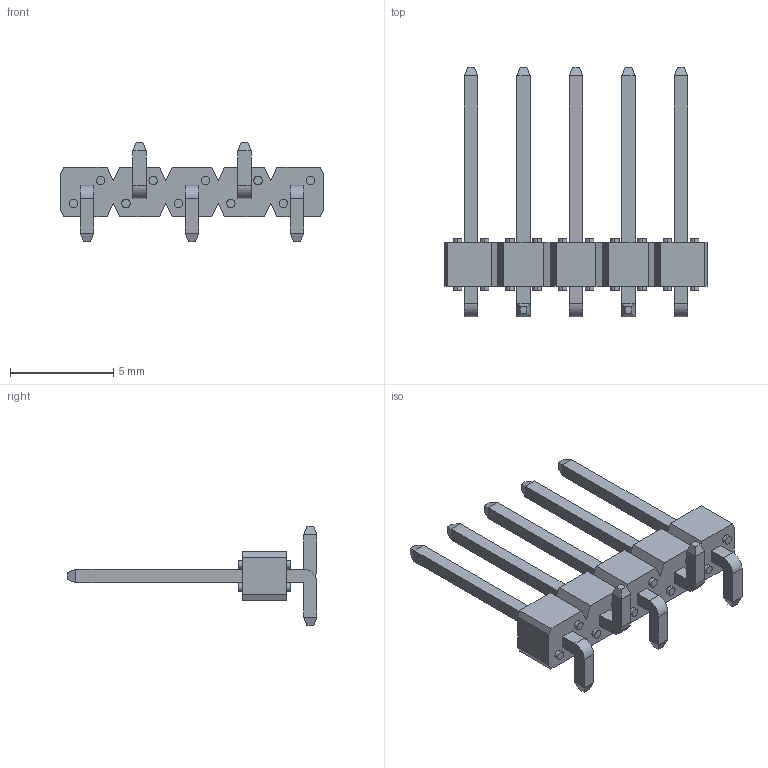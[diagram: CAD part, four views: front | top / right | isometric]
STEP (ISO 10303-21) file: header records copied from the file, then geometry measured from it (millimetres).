
FILE_DESCRIPTION (( 'STEP AP214' ), '1' );
FILE_NAME ('10129380905002BLF.STEP', '2023-05-20T11:56:43', ( '' ), ( '' ), 'SwSTEP 2.0', 'SolidWorks 2021', '' );
FILE_SCHEMA (( 'AUTOMOTIVE_DESIGN' ));
Length unit declared in the file: millimetre
Products named in the file (3): 10129380905002BLF; pin^10129380-additional; 10129380-additional body_05
Assembly tree (6 placements, depth 2):
  10129380905002BLF
    10129380-additional body_05
    pin^10129380-additional  x5
Bounding box: 12.7 x 12.09 x 4.83 mm (x, y, z)
Volume: 86.1 mm3; surface area: 343.2 mm2
Topology: 6 solids, 6 shells, 199 faces, 461 edges, 294 vertices
Faces by surface type: plane 154, cylinder 45
Entity records: 3947 total; most frequent: DIRECTION 675, CARTESIAN_POINT 659, ORIENTED_EDGE 626, EDGE_CURVE 313, VECTOR 231, LINE 231, AXIS2_PLACEMENT_3D 222, VERTEX_POINT 206
